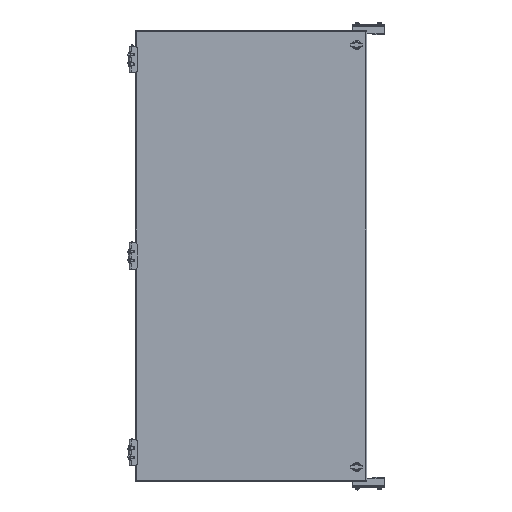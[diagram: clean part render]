
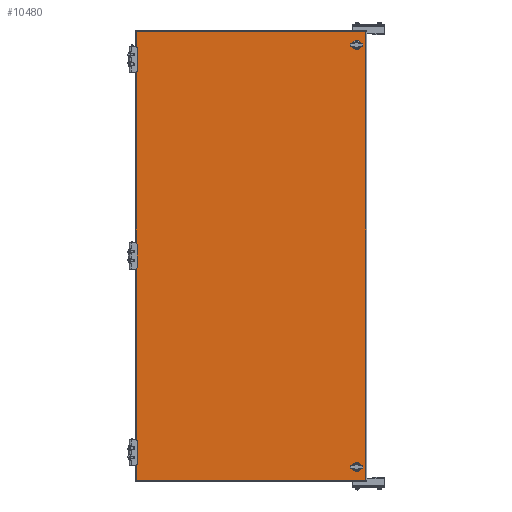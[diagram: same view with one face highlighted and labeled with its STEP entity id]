
A CAD part, top view. The second image highlights one B-rep face of the part: STEP entity #10480.
In plain terms, the highlighted planar face has unit normal (0, 0, 1).
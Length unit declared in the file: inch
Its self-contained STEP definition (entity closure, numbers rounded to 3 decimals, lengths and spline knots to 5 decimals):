
#1145 = DIRECTION ( 'NONE',  ( 0., -1., 0. ) ) ;
#5394 = CARTESIAN_POINT ( 'NONE',  ( 0., -27.65, 0.828 ) ) ;
#10480 = ADVANCED_FACE ( 'NONE', ( #77119 ), #64405, .T. ) ;
#12725 = CARTESIAN_POINT ( 'NONE',  ( -14.15, 27.65, 0.828 ) ) ;
#12857 = VECTOR ( 'NONE', #43571, 39.37008 ) ;
#14208 = CARTESIAN_POINT ( 'NONE',  ( 14.15, -27.65, 0.828 ) ) ;
#21074 = VERTEX_POINT ( 'NONE', #12725 ) ;
#25501 = DIRECTION ( 'NONE',  ( 1., 0., 0. ) ) ;
#27418 = VERTEX_POINT ( 'NONE', #77313 ) ;
#33121 = CARTESIAN_POINT ( 'NONE',  ( 0., 0., 0.828 ) ) ;
#34468 = VECTOR ( 'NONE', #1145, 39.37008 ) ;
#37723 = ORIENTED_EDGE ( 'NONE', *, *, #41026, .T. ) ;
#38232 = ORIENTED_EDGE ( 'NONE', *, *, #59729, .T. ) ;
#38371 = LINE ( 'NONE', #51444, #46984 ) ;
#39423 = LINE ( 'NONE', #58820, #52639 ) ;
#41026 = EDGE_CURVE ( 'NONE', #21074, #71206, #59152, .T. ) ;
#42947 = EDGE_CURVE ( 'NONE', #71206, #48557, #76130, .T. ) ;
#43571 = DIRECTION ( 'NONE',  ( 1., 0., 0. ) ) ;
#44988 = ORIENTED_EDGE ( 'NONE', *, *, #49194, .T. ) ;
#45001 = CARTESIAN_POINT ( 'NONE',  ( -14.15, -27.65, 0.828 ) ) ;
#45756 = ORIENTED_EDGE ( 'NONE', *, *, #42947, .T. ) ;
#46220 = DIRECTION ( 'NONE',  ( 0., 0., 1. ) ) ;
#46984 = VECTOR ( 'NONE', #77289, 39.37008 ) ;
#48557 = VERTEX_POINT ( 'NONE', #14208 ) ;
#49194 = EDGE_CURVE ( 'NONE', #27418, #21074, #39423, .T. ) ;
#51444 = CARTESIAN_POINT ( 'NONE',  ( 14.15, 0., 0.828 ) ) ;
#52639 = VECTOR ( 'NONE', #83441, 39.37008 ) ;
#56059 = AXIS2_PLACEMENT_3D ( 'NONE', #33121, #46220, #25501 ) ;
#58820 = CARTESIAN_POINT ( 'NONE',  ( 0., 27.65, 0.828 ) ) ;
#59152 = LINE ( 'NONE', #65516, #34468 ) ;
#59729 = EDGE_CURVE ( 'NONE', #48557, #27418, #38371, .T. ) ;
#61397 = EDGE_LOOP ( 'NONE', ( #38232, #44988, #37723, #45756 ) ) ;
#64405 = PLANE ( 'NONE',  #56059 ) ;
#65516 = CARTESIAN_POINT ( 'NONE',  ( -14.15, 0., 0.828 ) ) ;
#71206 = VERTEX_POINT ( 'NONE', #45001 ) ;
#76130 = LINE ( 'NONE', #5394, #12857 ) ;
#77119 = FACE_OUTER_BOUND ( 'NONE', #61397, .T. ) ;
#77289 = DIRECTION ( 'NONE',  ( 0., 1., 0. ) ) ;
#77313 = CARTESIAN_POINT ( 'NONE',  ( 14.15, 27.65, 0.828 ) ) ;
#83441 = DIRECTION ( 'NONE',  ( -1., 0., 0. ) ) ;
